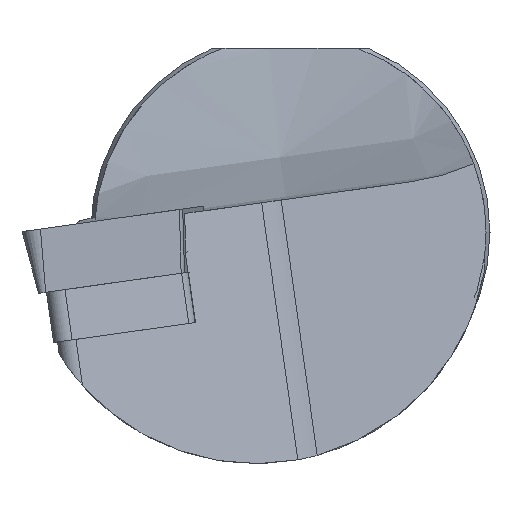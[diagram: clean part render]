
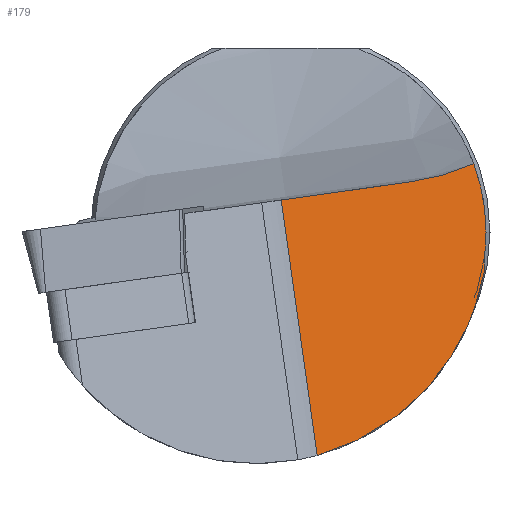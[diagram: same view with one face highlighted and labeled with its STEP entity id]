
A CAD part, left-side view. The second image highlights one B-rep face of the part: STEP entity #179.
In plain terms, the highlighted planar face has unit normal (-0.707, -0.7, 0.098).
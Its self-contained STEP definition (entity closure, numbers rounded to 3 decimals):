
#146=ELLIPSE('',#904,17.324,12.25);
#147=ELLIPSE('',#905,20.506,14.5);
#157=B_SPLINE_CURVE_WITH_KNOTS('',3,(#1297,#1298,#1299,#1300),
 .UNSPECIFIED.,.F.,.F.,(4,4),(0.,1.),.UNSPECIFIED.);
#158=B_SPLINE_CURVE_WITH_KNOTS('',3,(#1305,#1306,#1307,#1308,#1309,#1310,
#1311,#1312,#1313,#1314,#1315,#1316,#1317),.UNSPECIFIED.,.F.,.F.,(4,3,3,
3,4),(0.,0.492,0.737,0.983,1.),
 .UNSPECIFIED.);
#179=ADVANCED_FACE('',(#248),#222,.F.);
#222=PLANE('',#906);
#248=FACE_OUTER_BOUND('',#291,.T.);
#291=EDGE_LOOP('',(#502,#503,#504,#505,#506,#507));
#334=LINE('',#1204,#396);
#357=LINE('',#1318,#419);
#396=VECTOR('',#984,1.);
#419=VECTOR('',#1027,1.);
#502=ORIENTED_EDGE('',*,*,#791,.F.);
#503=ORIENTED_EDGE('',*,*,#792,.F.);
#504=ORIENTED_EDGE('',*,*,#793,.F.);
#505=ORIENTED_EDGE('',*,*,#761,.F.);
#506=ORIENTED_EDGE('',*,*,#794,.F.);
#507=ORIENTED_EDGE('',*,*,#795,.T.);
#687=VERTEX_POINT('',#1203);
#688=VERTEX_POINT('',#1205);
#708=VERTEX_POINT('',#1301);
#709=VERTEX_POINT('',#1302);
#710=VERTEX_POINT('',#1304);
#711=VERTEX_POINT('',#1319);
#761=EDGE_CURVE('',#687,#688,#334,.T.);
#791=EDGE_CURVE('',#708,#709,#157,.T.);
#792=EDGE_CURVE('',#710,#708,#146,.T.);
#793=EDGE_CURVE('',#688,#710,#158,.T.);
#794=EDGE_CURVE('',#711,#687,#357,.T.);
#795=EDGE_CURVE('',#711,#709,#147,.T.);
#904=AXIS2_PLACEMENT_3D('',#1303,#1025,#1026);
#905=AXIS2_PLACEMENT_3D('',#1320,#1028,#1029);
#906=AXIS2_PLACEMENT_3D('',#1321,#1030,#1031);
#984=DIRECTION('',(0.707,-0.7,0.098));
#1025=DIRECTION('',(0.707,0.7,-0.098));
#1026=DIRECTION('',(0.707,-0.7,0.098));
#1027=DIRECTION('',(0.,0.139,0.99));
#1028=DIRECTION('',(-0.707,-0.7,0.098));
#1029=DIRECTION('',(0.707,-0.7,0.098));
#1030=DIRECTION('',(0.707,0.7,-0.098));
#1031=DIRECTION('',(0.704,-0.711,0.));
#1203=CARTESIAN_POINT('',(9.917,0.568,2.006));
#1204=CARTESIAN_POINT('',(9.917,0.568,2.006));
#1205=CARTESIAN_POINT('',(18.082,-7.517,3.143));
#1297=CARTESIAN_POINT('',(22.,-12.143,-1.616));
#1298=CARTESIAN_POINT('',(21.959,-12.144,-1.918));
#1299=CARTESIAN_POINT('',(21.913,-12.14,-2.219));
#1300=CARTESIAN_POINT('',(21.862,-12.13,-2.517));
#1301=CARTESIAN_POINT('',(22.,-12.143,-1.616));
#1302=CARTESIAN_POINT('',(21.862,-12.13,-2.517));
#1303=CARTESIAN_POINT('',(10.2,0.,0.));
#1304=CARTESIAN_POINT('',(22.163,-11.479,4.276));
#1305=CARTESIAN_POINT('',(18.082,-7.518,3.143));
#1306=CARTESIAN_POINT('',(18.755,-8.184,3.236));
#1307=CARTESIAN_POINT('',(19.429,-8.846,3.37));
#1308=CARTESIAN_POINT('',(20.099,-9.497,3.55));
#1309=CARTESIAN_POINT('',(20.434,-9.822,3.641));
#1310=CARTESIAN_POINT('',(20.768,-10.145,3.743));
#1311=CARTESIAN_POINT('',(21.1,-10.465,3.859));
#1312=CARTESIAN_POINT('',(21.433,-10.785,3.974));
#1313=CARTESIAN_POINT('',(21.764,-11.101,4.103));
#1314=CARTESIAN_POINT('',(22.093,-11.413,4.246));
#1315=CARTESIAN_POINT('',(22.117,-11.435,4.256));
#1316=CARTESIAN_POINT('',(22.14,-11.457,4.266));
#1317=CARTESIAN_POINT('',(22.163,-11.479,4.276));
#1318=CARTESIAN_POINT('',(9.917,-3.566,-27.405));
#1319=CARTESIAN_POINT('',(9.917,-1.68,-13.985));
#1320=CARTESIAN_POINT('',(8.071,2.15,0.));
#1321=CARTESIAN_POINT('',(9.917,-3.566,-27.405));
